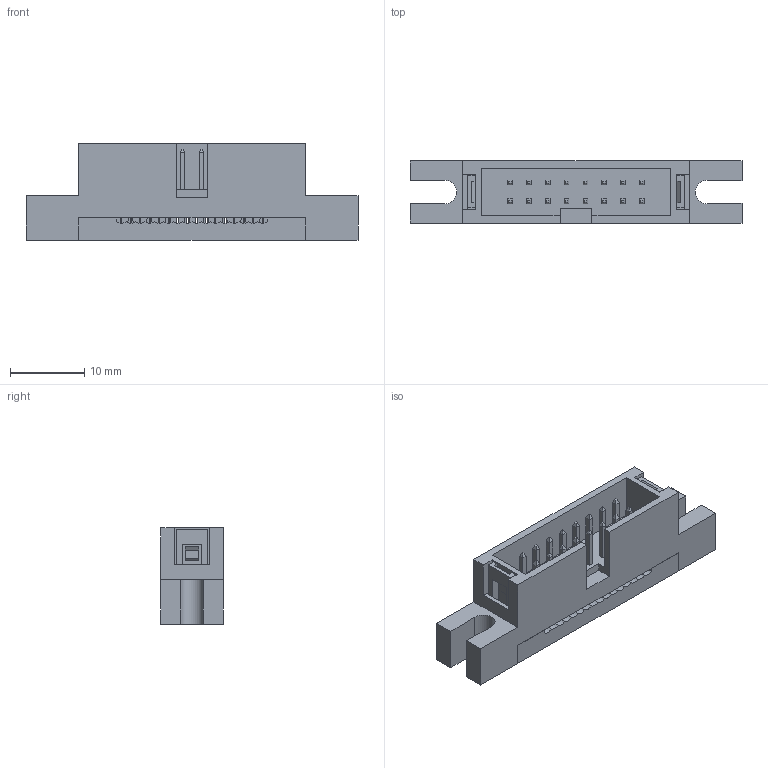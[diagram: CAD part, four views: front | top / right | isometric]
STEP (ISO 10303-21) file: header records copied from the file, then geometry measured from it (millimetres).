
FILE_DESCRIPTION( ( 'Unknown' ), '1' );
FILE_NAME( '61201625921.stp', 'Unknown', ( 'Unknown' ), ( 'Unknown' ), 'PSStep 14.0', 'Unknown', ' ' );
FILE_SCHEMA( ( 'AUTOMOTIVE_DESIGN { 1 0 10303 214 1 1 1 1 }' ) );
Length unit declared in the file: millimetre
Products named in the file (4): Assem1; 6120xx25921_PIN; 61201625921; 61201625921_PAD
Assembly tree (18 placements, depth 2):
  Assem1
    6120xx25921_PIN  x16
    61201625921
    61201625921_PAD
Bounding box: 44.82 x 8.4 x 13 mm (x, y, z)
Volume: 2521 mm3; surface area: 4265.3 mm2
Topology: 18 solids, 18 shells, 760 faces, 2004 edges, 1280 vertices
Faces by surface type: plane 678, cylinder 82
Entity records: 15835 total; most frequent: CARTESIAN_POINT 2263, ORIENTED_EDGE 2238, DIRECTION 2003, EDGE_CURVE 1119, LINE 1043, VECTOR 1043, VERTEX_POINT 740, AXIS2_PLACEMENT_3D 480
